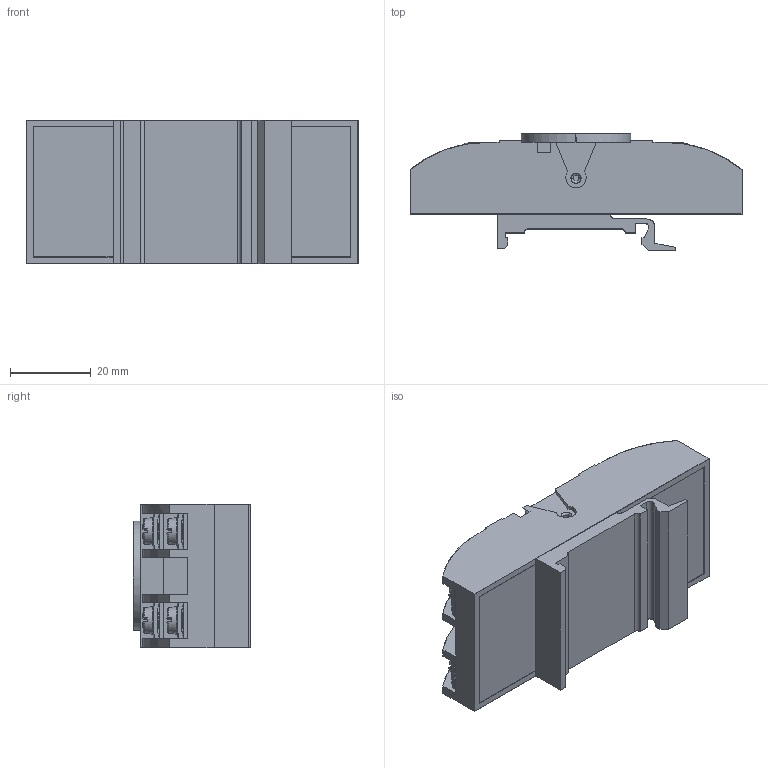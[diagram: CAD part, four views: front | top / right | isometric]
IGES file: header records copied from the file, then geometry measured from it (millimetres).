
Start section: SolidWorks IGES file using analytic representation for surfaces
Global section: file name: GZU8.IGS; native system: SolidWorks 2012; preprocessor: SolidWorks 2012; author: pikusl; date: 140919.144103; units: millimetre
Bounding box: 82 x 29 x 35.55 mm (x, y, z)
Surface area: 22832.3 mm2 (no closed solid volume)
Topology: 0 solids, 0 shells, 1264 faces, 12990 edges, 12990 vertices
Faces by surface type: bspline 904, revolution 360
